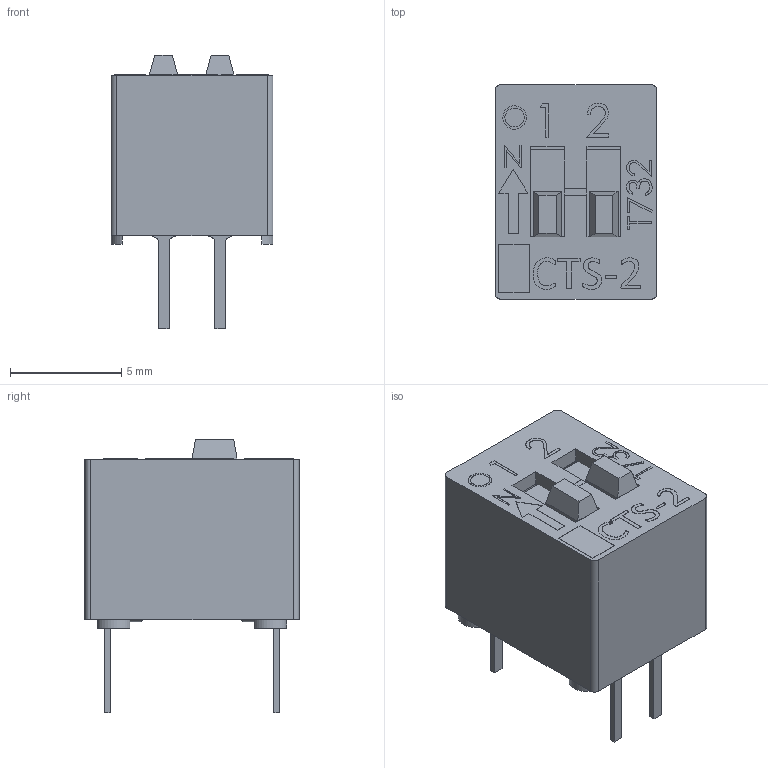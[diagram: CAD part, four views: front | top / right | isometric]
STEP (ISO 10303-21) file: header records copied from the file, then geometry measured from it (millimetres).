
FILE_DESCRIPTION (( 'STEP AP214' ), '1' );
FILE_NAME ('206-2.STEP', '2019-05-24T06:36:48', ( '' ), ( '' ), 'SwSTEP 2.0', 'SolidWorks 2019', '' );
FILE_SCHEMA (( 'AUTOMOTIVE_DESIGN' ));
Length unit declared in the file: millimetre
Products named in the file (4): 206-2; 206-2 pole assembly; 206-40-032(for 206002); 206-56-014-35-01
Assembly tree (4 placements, depth 2):
  206-2
    206-40-032(for 206002)
    206-2 pole assembly
    206-56-014-35-01  x2
Bounding box: 7.29 x 9.65 x 12.32 mm (x, y, z)
Volume: 342.7 mm3; surface area: 1052.4 mm2
Topology: 4 solids, 4 shells, 341 faces, 922 edges, 610 vertices
Faces by surface type: plane 226, bspline 77, cylinder 38
Entity records: 14025 total; most frequent: CARTESIAN_POINT 6484, ORIENTED_EDGE 1642, DIRECTION 1187, EDGE_CURVE 821, VECTOR 605, LINE 605, VERTEX_POINT 544, EDGE_LOOP 329
